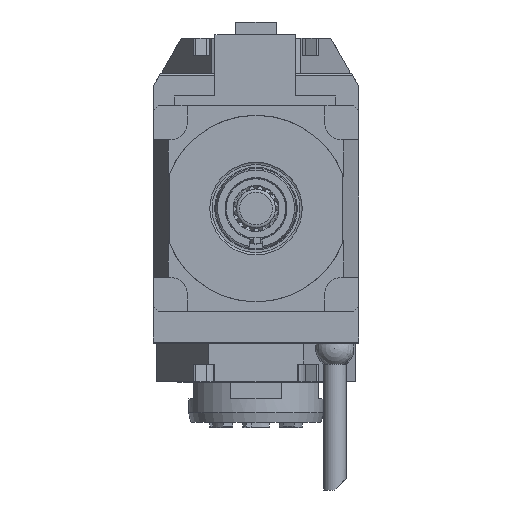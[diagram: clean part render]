
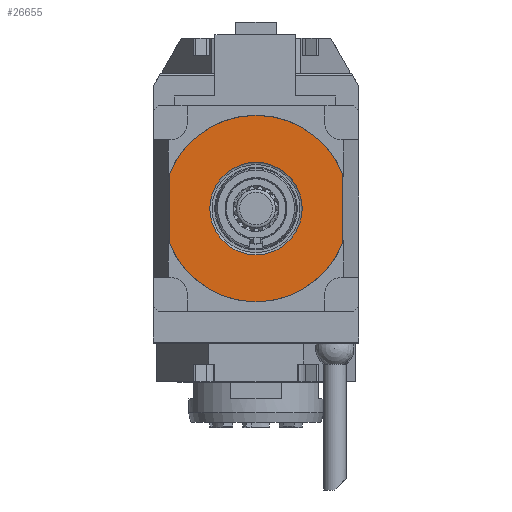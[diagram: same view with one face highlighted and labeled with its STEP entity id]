
A CAD part, front view. The second image highlights one B-rep face of the part: STEP entity #26655.
In plain terms, the highlighted planar face has unit normal (0, -1, 0).
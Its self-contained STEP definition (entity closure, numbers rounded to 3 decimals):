
#384 = CIRCLE ( 'NONE', #18946, 29. ) ;
#631 = LINE ( 'NONE', #34602, #37169 ) ;
#722 = CARTESIAN_POINT ( 'NONE',  ( -27., -75., 10.583 ) ) ;
#1773 = DIRECTION ( 'NONE',  ( 0., -1., 0. ) ) ;
#2499 = DIRECTION ( 'NONE',  ( 0., -1., 0. ) ) ;
#2807 = AXIS2_PLACEMENT_3D ( 'NONE', #30310, #1773, #13207 ) ;
#4922 = EDGE_CURVE ( 'NONE', #12588, #12588, #21931, .T. ) ;
#6365 = EDGE_LOOP ( 'NONE', ( #6640, #20835, #29616, #28859 ) ) ;
#6640 = ORIENTED_EDGE ( 'NONE', *, *, #26410, .F. ) ;
#7865 = CIRCLE ( 'NONE', #35441, 29. ) ;
#8174 = DIRECTION ( 'NONE',  ( 0., 0., -1. ) ) ;
#8296 = CARTESIAN_POINT ( 'NONE',  ( 0., -75., -29. ) ) ;
#10815 = CARTESIAN_POINT ( 'NONE',  ( -27., -75., -10.583 ) ) ;
#11187 = LINE ( 'NONE', #31291, #24116 ) ;
#12064 = DIRECTION ( 'NONE',  ( 0., 0., -1. ) ) ;
#12588 = VERTEX_POINT ( 'NONE', #34933 ) ;
#13207 = DIRECTION ( 'NONE',  ( 0., 0., -1. ) ) ;
#15565 = CARTESIAN_POINT ( 'NONE',  ( 0., -75., 0. ) ) ;
#16149 = CARTESIAN_POINT ( 'NONE',  ( 27., -75., 10.583 ) ) ;
#16222 = VERTEX_POINT ( 'NONE', #28309 ) ;
#17029 = EDGE_CURVE ( 'NONE', #29708, #30548, #631, .T. ) ;
#18439 = DIRECTION ( 'NONE',  ( 0., 0., -1. ) ) ;
#18946 = AXIS2_PLACEMENT_3D ( 'NONE', #15565, #24185, #32847 ) ;
#19552 = FACE_BOUND ( 'NONE', #35493, .T. ) ;
#20835 = ORIENTED_EDGE ( 'NONE', *, *, #32225, .T. ) ;
#21346 = VERTEX_POINT ( 'NONE', #16149 ) ;
#21683 = ORIENTED_EDGE ( 'NONE', *, *, #4922, .F. ) ;
#21931 = CIRCLE ( 'NONE', #2807, 14.369 ) ;
#22064 = EDGE_CURVE ( 'NONE', #30548, #16222, #7865, .T. ) ;
#24054 = CARTESIAN_POINT ( 'NONE',  ( 0., -75., 0. ) ) ;
#24116 = VECTOR ( 'NONE', #8174, 1000. ) ;
#24185 = DIRECTION ( 'NONE',  ( 0., -1., 0. ) ) ;
#26410 = EDGE_CURVE ( 'NONE', #21346, #16222, #11187, .T. ) ;
#26655 = ADVANCED_FACE ( 'Defeature completata1_414', ( #36841, #19552 ), #36293, .T. ) ;
#28309 = CARTESIAN_POINT ( 'NONE',  ( 27., -75., -10.583 ) ) ;
#28859 = ORIENTED_EDGE ( 'NONE', *, *, #22064, .T. ) ;
#29616 = ORIENTED_EDGE ( 'NONE', *, *, #17029, .T. ) ;
#29708 = VERTEX_POINT ( 'NONE', #722 ) ;
#30310 = CARTESIAN_POINT ( 'NONE',  ( 0., -75., 0. ) ) ;
#30548 = VERTEX_POINT ( 'NONE', #10815 ) ;
#31222 = DIRECTION ( 'NONE',  ( 0., 0., -1. ) ) ;
#31291 = CARTESIAN_POINT ( 'NONE',  ( 27., -75., 32. ) ) ;
#32225 = EDGE_CURVE ( 'NONE', #21346, #29708, #384, .T. ) ;
#32547 = DIRECTION ( 'NONE',  ( 0., -1., 0. ) ) ;
#32847 = DIRECTION ( 'NONE',  ( 0., 0., -1. ) ) ;
#34602 = CARTESIAN_POINT ( 'NONE',  ( -27., -75., 32. ) ) ;
#34933 = CARTESIAN_POINT ( 'NONE',  ( 0., -75., -14.369 ) ) ;
#35441 = AXIS2_PLACEMENT_3D ( 'NONE', #24054, #32547, #18439 ) ;
#35493 = EDGE_LOOP ( 'NONE', ( #21683 ) ) ;
#36293 = PLANE ( 'NONE',  #36771 ) ;
#36771 = AXIS2_PLACEMENT_3D ( 'NONE', #8296, #2499, #31222 ) ;
#36841 = FACE_OUTER_BOUND ( 'NONE', #6365, .T. ) ;
#37169 = VECTOR ( 'NONE', #12064, 1000. ) ;
